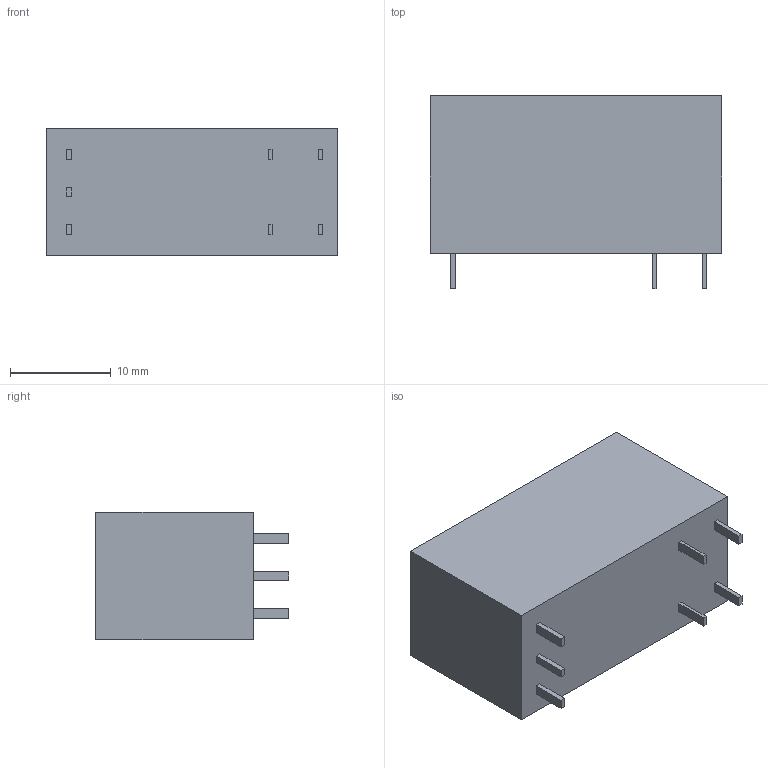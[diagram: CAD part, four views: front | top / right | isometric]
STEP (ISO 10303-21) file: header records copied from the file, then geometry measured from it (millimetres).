
FILE_DESCRIPTION (( 'STEP AP214' ), '1' );
FILE_NAME ('G5RL-K1A-E_Color.STEP', '2019-08-06T04:46:54', ( '' ), ( '' ), 'SwSTEP 2.0', 'SolidWorks 2014', '' );
FILE_SCHEMA (( 'AUTOMOTIVE_DESIGN' ));
Length unit declared in the file: millimetre
Products named in the file (1): G5RL-K1A-E_Color
Bounding box: 29 x 19.25 x 12.7 mm (x, y, z)
Volume: 5791.4 mm3; surface area: 2123.3 mm2
Topology: 1 solids, 1 shells, 226 faces, 591 edges, 394 vertices
Faces by surface type: plane 168, bspline 58
Entity records: 12220 total; most frequent: CARTESIAN_POINT 4534, ORIENTED_EDGE 1182, DIRECTION 813, EDGE_CURVE 591, LINE 475, VECTOR 475, VERTEX_POINT 394, EDGE_LOOP 253
